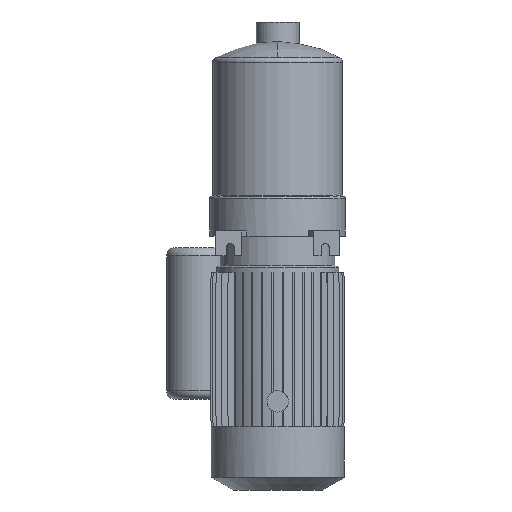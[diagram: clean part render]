
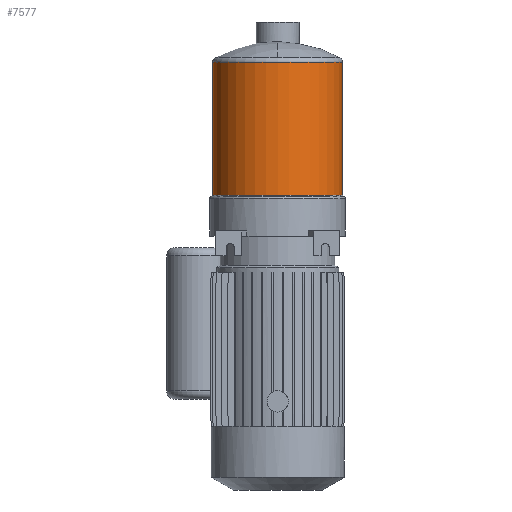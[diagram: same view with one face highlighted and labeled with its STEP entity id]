
A CAD part, front view. The second image highlights one B-rep face of the part: STEP entity #7577.
In plain terms, the highlighted cylindrical face has radius 76.5 mm (diameter 153 mm), a partial arc.
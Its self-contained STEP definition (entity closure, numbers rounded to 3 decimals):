
#307 = CARTESIAN_POINT ( 'NONE',  ( 76.5, 0., -26.5 ) ) ;
#417 = DIRECTION ( 'NONE',  ( 0., 0., 1. ) ) ;
#777 = ORIENTED_EDGE ( 'NONE', *, *, #8587, .T. ) ;
#778 = VERTEX_POINT ( 'NONE', #307 ) ;
#1331 = LINE ( 'NONE', #4058, #8611 ) ;
#1424 = VERTEX_POINT ( 'NONE', #1650 ) ;
#1433 = ORIENTED_EDGE ( 'NONE', *, *, #8525, .T. ) ;
#1452 = CARTESIAN_POINT ( 'NONE',  ( 76.5, 0., 130.562 ) ) ;
#1454 = DIRECTION ( 'NONE',  ( 0., 0., 1. ) ) ;
#1650 = CARTESIAN_POINT ( 'NONE',  ( -76.5, 0., 130.562 ) ) ;
#2532 = VECTOR ( 'NONE', #5055, 1000. ) ;
#3016 = VERTEX_POINT ( 'NONE', #5903 ) ;
#3288 = DIRECTION ( 'NONE',  ( 0., 0., -1. ) ) ;
#3977 = ORIENTED_EDGE ( 'NONE', *, *, #4800, .T. ) ;
#4058 = CARTESIAN_POINT ( 'NONE',  ( 76.5, 0., 178. ) ) ;
#4418 = VERTEX_POINT ( 'NONE', #1452 ) ;
#4772 = AXIS2_PLACEMENT_3D ( 'NONE', #6757, #417, #10370 ) ;
#4800 = EDGE_CURVE ( 'NONE', #3016, #778, #5541, .T. ) ;
#5055 = DIRECTION ( 'NONE',  ( 0., 0., 1. ) ) ;
#5541 = CIRCLE ( 'NONE', #4772, 76.5 ) ;
#5758 = AXIS2_PLACEMENT_3D ( 'NONE', #8625, #3288, #6656 ) ;
#5903 = CARTESIAN_POINT ( 'NONE',  ( -76.5, 0., -26.5 ) ) ;
#6656 = DIRECTION ( 'NONE',  ( -1., 0., 0. ) ) ;
#6757 = CARTESIAN_POINT ( 'NONE',  ( 0., 0., -26.5 ) ) ;
#7365 = EDGE_CURVE ( 'NONE', #3016, #1424, #10443, .T. ) ;
#7577 = ADVANCED_FACE ( 'NONE', ( #8666 ), #8717, .T. ) ;
#8011 = AXIS2_PLACEMENT_3D ( 'NONE', #8840, #10432, #11503 ) ;
#8525 = EDGE_CURVE ( 'NONE', #4418, #1424, #10681, .T. ) ;
#8587 = EDGE_CURVE ( 'NONE', #778, #4418, #1331, .T. ) ;
#8611 = VECTOR ( 'NONE', #1454, 1000. ) ;
#8625 = CARTESIAN_POINT ( 'NONE',  ( 0., 0., 130.562 ) ) ;
#8666 = FACE_OUTER_BOUND ( 'NONE', #10393, .T. ) ;
#8717 = CYLINDRICAL_SURFACE ( 'NONE', #8011, 76.5 ) ;
#8840 = CARTESIAN_POINT ( 'NONE',  ( 0., 0., 178. ) ) ;
#9563 = CARTESIAN_POINT ( 'NONE',  ( -76.5, 0., 178. ) ) ;
#10365 = ORIENTED_EDGE ( 'NONE', *, *, #7365, .F. ) ;
#10370 = DIRECTION ( 'NONE',  ( 1., 0., 0. ) ) ;
#10393 = EDGE_LOOP ( 'NONE', ( #10365, #3977, #777, #1433 ) ) ;
#10432 = DIRECTION ( 'NONE',  ( 0., 0., 1. ) ) ;
#10443 = LINE ( 'NONE', #9563, #2532 ) ;
#10681 = CIRCLE ( 'NONE', #5758, 76.5 ) ;
#11503 = DIRECTION ( 'NONE',  ( 1., 0., 0. ) ) ;
